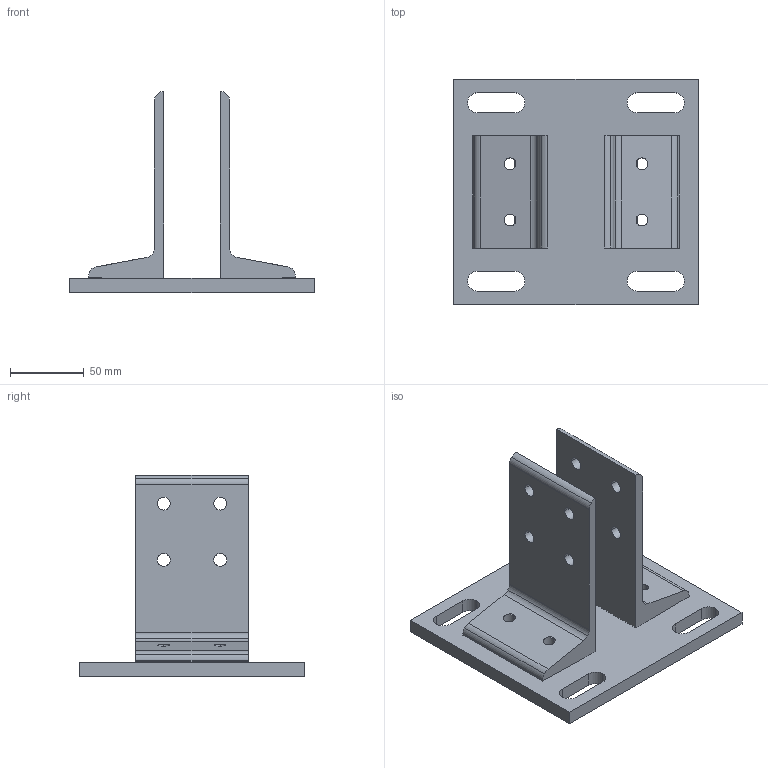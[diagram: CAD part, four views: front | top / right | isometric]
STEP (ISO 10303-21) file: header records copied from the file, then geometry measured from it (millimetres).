
FILE_DESCRIPTION((''),'2;1');
FILE_NAME('15FF5830.stp','2006-03-13T15:38:11',('Shawn Mantel'),('Faztek, LLC'),'Mechanical Desktop 2005','Mechanical Desktop 2005',', , ');
FILE_SCHEMA(('CONFIG_CONTROL_DESIGN'));
Length unit declared in the file: inch
Products named in the file (1): Product
Bounding box: 165.1 x 152.4 x 136.01 mm (x, y, z)
Volume: 407712.4 mm3; surface area: 114939.7 mm2
Topology: 3 solids, 3 shells, 136 faces, 362 edges, 236 vertices
Faces by surface type: cylinder 50, cone 32, plane 27, bspline 27
Entity records: 4717 total; most frequent: CARTESIAN_POINT 1068, DIRECTION 774, ORIENTED_EDGE 724, EDGE_CURVE 362, AXIS2_PLACEMENT_3D 302, VERTEX_POINT 236, EDGE_LOOP 180, CIRCLE 176
